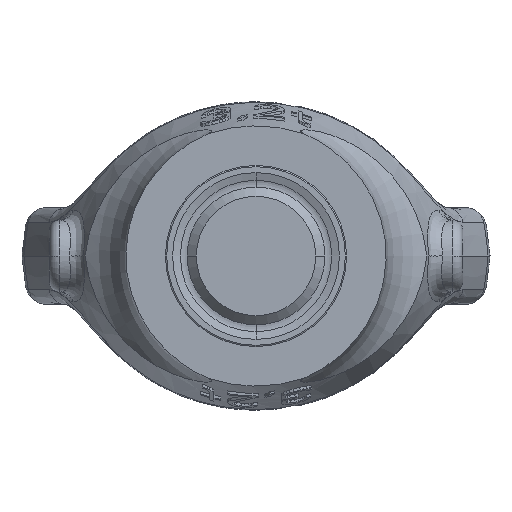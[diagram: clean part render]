
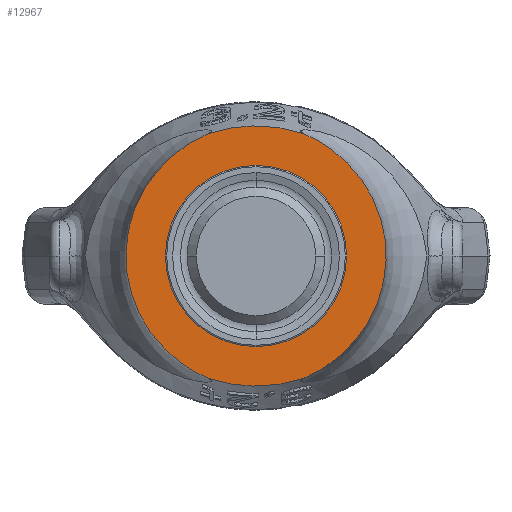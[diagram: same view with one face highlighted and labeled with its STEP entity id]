
A CAD part, front view. The second image highlights one B-rep face of the part: STEP entity #12967.
In plain terms, the highlighted planar face has unit normal (0, -1, 0).
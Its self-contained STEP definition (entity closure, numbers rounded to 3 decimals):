
#3343=CARTESIAN_POINT('',(9.174,0.,-24.039));
#3344=CARTESIAN_POINT('',(7.932,0.,-24.447));
#3345=CARTESIAN_POINT('',(4.918,0.,-25.215));
#3346=CARTESIAN_POINT('',(0.,0.,-25.664));
#3347=CARTESIAN_POINT('',(-4.918,0.,-25.215));
#3348=CARTESIAN_POINT('',(-7.932,0.,-24.447));
#3349=CARTESIAN_POINT('',(-9.174,0.,-24.039));
#3351=CARTESIAN_POINT('',(9.174,0.,24.039));
#3352=CARTESIAN_POINT('',(7.932,0.,24.447));
#3353=CARTESIAN_POINT('',(4.918,0.,25.215));
#3354=CARTESIAN_POINT('',(0.,0.,25.664));
#3355=CARTESIAN_POINT('',(-4.918,0.,25.215));
#3356=CARTESIAN_POINT('',(-7.932,0.,24.447));
#3357=CARTESIAN_POINT('',(-9.174,0.,24.039));
#3359=CARTESIAN_POINT('',(0.,0.,0.));
#3360=DIRECTION('',(0.,-1.,0.));
#3361=DIRECTION('',(1.,0.,0.));
#3362=AXIS2_PLACEMENT_3D('',#3359,#3360,#3361);
#3364=CARTESIAN_POINT('',(0.,0.,0.));
#3365=DIRECTION('',(0.,-1.,0.));
#3366=DIRECTION('',(-1.,0.,0.));
#3367=AXIS2_PLACEMENT_3D('',#3364,#3365,#3366);
#3369=CARTESIAN_POINT('',(9.174,0.,-24.039));
#3370=CARTESIAN_POINT('',(10.108,0.,-23.654));
#3371=CARTESIAN_POINT('',(11.913,0.,-22.789));
#3372=CARTESIAN_POINT('',(14.457,0.,-21.201));
#3373=CARTESIAN_POINT('',(16.792,0.,-19.351));
#3374=CARTESIAN_POINT('',(18.893,0.,-17.264));
#3375=CARTESIAN_POINT('',(20.737,0.,-14.968));
#3376=CARTESIAN_POINT('',(22.303,0.,-12.494));
#3377=CARTESIAN_POINT('',(23.575,0.,-9.872));
#3378=CARTESIAN_POINT('',(24.539,0.,-7.134));
#3379=CARTESIAN_POINT('',(25.188,0.,-4.314));
#3380=CARTESIAN_POINT('',(25.514,0.,-1.444));
#3381=CARTESIAN_POINT('',(25.514,0.,1.444));
#3382=CARTESIAN_POINT('',(25.188,0.,4.314));
#3383=CARTESIAN_POINT('',(24.539,0.,7.134));
#3384=CARTESIAN_POINT('',(23.575,0.,9.872));
#3385=CARTESIAN_POINT('',(22.303,0.,12.494));
#3386=CARTESIAN_POINT('',(20.737,0.,14.968));
#3387=CARTESIAN_POINT('',(18.893,0.,17.264));
#3388=CARTESIAN_POINT('',(16.792,0.,19.351));
#3389=CARTESIAN_POINT('',(14.457,0.,21.201));
#3390=CARTESIAN_POINT('',(11.913,0.,22.789));
#3391=CARTESIAN_POINT('',(10.108,0.,23.654));
#3392=CARTESIAN_POINT('',(9.174,0.,24.039));
#3394=CARTESIAN_POINT('',(-9.174,0.,24.039));
#3395=CARTESIAN_POINT('',(-10.108,0.,23.654));
#3396=CARTESIAN_POINT('',(-11.913,0.,22.789));
#3397=CARTESIAN_POINT('',(-14.457,0.,21.201));
#3398=CARTESIAN_POINT('',(-16.792,0.,19.351));
#3399=CARTESIAN_POINT('',(-18.893,0.,17.264));
#3400=CARTESIAN_POINT('',(-20.737,0.,14.968));
#3401=CARTESIAN_POINT('',(-22.303,0.,12.494));
#3402=CARTESIAN_POINT('',(-23.575,0.,9.872));
#3403=CARTESIAN_POINT('',(-24.539,0.,7.134));
#3404=CARTESIAN_POINT('',(-25.188,0.,4.314));
#3405=CARTESIAN_POINT('',(-25.514,0.,1.444));
#3406=CARTESIAN_POINT('',(-25.514,0.,-1.444));
#3407=CARTESIAN_POINT('',(-25.188,0.,-4.314));
#3408=CARTESIAN_POINT('',(-24.539,0.,-7.134));
#3409=CARTESIAN_POINT('',(-23.575,0.,-9.872));
#3410=CARTESIAN_POINT('',(-22.303,0.,-12.494));
#3411=CARTESIAN_POINT('',(-20.737,0.,-14.968));
#3412=CARTESIAN_POINT('',(-18.893,0.,-17.264));
#3413=CARTESIAN_POINT('',(-16.792,0.,-19.351));
#3414=CARTESIAN_POINT('',(-14.457,0.,-21.201));
#3415=CARTESIAN_POINT('',(-11.913,0.,-22.789));
#3416=CARTESIAN_POINT('',(-10.108,0.,-23.654));
#3417=CARTESIAN_POINT('',(-9.174,0.,-24.039));
#8029=CARTESIAN_POINT('',(17.75,0.,0.));
#8030=CARTESIAN_POINT('',(-17.75,0.,0.));
#8031=VERTEX_POINT('',#8029);
#8032=VERTEX_POINT('',#8030);
#8837=VERTEX_POINT('',#3351);
#8838=VERTEX_POINT('',#3357);
#8839=VERTEX_POINT('',#3343);
#8840=VERTEX_POINT('',#3349);
#12949=CARTESIAN_POINT('',(-27.735,0.,0.));
#12950=DIRECTION('',(0.,-1.,0.));
#12951=DIRECTION('',(1.,0.,0.));
#12952=AXIS2_PLACEMENT_3D('',#12949,#12950,#12951);
#12953=PLANE('',#12952);
#12955=ORIENTED_EDGE('',*,*,#12954,.F.);
#12956=ORIENTED_EDGE('',*,*,#9605,.T.);
#12958=ORIENTED_EDGE('',*,*,#12957,.F.);
#12959=ORIENTED_EDGE('',*,*,#10166,.F.);
#12960=EDGE_LOOP('',(#12955,#12956,#12958,#12959));
#12961=FACE_OUTER_BOUND('',#12960,.F.);
#12962=ORIENTED_EDGE('',*,*,#12939,.T.);
#12964=ORIENTED_EDGE('',*,*,#12963,.T.);
#12965=EDGE_LOOP('',(#12962,#12964));
#12966=FACE_BOUND('',#12965,.F.);
#12967=ADVANCED_FACE('',(#12961,#12966),#12953,.T.);
#3350=B_SPLINE_CURVE_WITH_KNOTS('',3,(#3343,#3344,#3345,#3346,#3347,#3348,
#3349),.UNSPECIFIED.,.F.,.F.,(4,1,1,1,4),(0.,0.211,0.5,
0.789,1.),.UNSPECIFIED.);
#3358=B_SPLINE_CURVE_WITH_KNOTS('',3,(#3351,#3352,#3353,#3354,#3355,#3356,
#3357),.UNSPECIFIED.,.F.,.F.,(4,1,1,1,4),(0.,0.211,0.5,
0.789,1.),.UNSPECIFIED.);
#3363=CIRCLE('',#3362,17.75);
#3368=CIRCLE('',#3367,17.75);
#3393=B_SPLINE_CURVE_WITH_KNOTS('',3,(#3369,#3370,#3371,#3372,#3373,#3374,#3375,
#3376,#3377,#3378,#3379,#3380,#3381,#3382,#3383,#3384,#3385,#3386,#3387,#3388,
#3389,#3390,#3391,#3392),.UNSPECIFIED.,.F.,.F.,(4,1,1,1,1,1,1,1,1,1,1,1,1,1,1,1,
1,1,1,1,1,4),(0.,0.048,0.095,0.143,
0.19,0.238,0.286,0.333,
0.381,0.429,0.476,0.524,
0.571,0.619,0.667,0.714,
0.762,0.81,0.857,0.905,
0.952,1.),.UNSPECIFIED.);
#3418=B_SPLINE_CURVE_WITH_KNOTS('',3,(#3394,#3395,#3396,#3397,#3398,#3399,#3400,
#3401,#3402,#3403,#3404,#3405,#3406,#3407,#3408,#3409,#3410,#3411,#3412,#3413,
#3414,#3415,#3416,#3417),.UNSPECIFIED.,.F.,.F.,(4,1,1,1,1,1,1,1,1,1,1,1,1,1,1,1,
1,1,1,1,1,4),(0.,0.048,0.095,0.143,
0.19,0.238,0.286,0.333,
0.381,0.429,0.476,0.524,
0.571,0.619,0.667,0.714,
0.762,0.81,0.857,0.905,
0.952,1.),.UNSPECIFIED.);
#9605=EDGE_CURVE('',#8839,#8840,#3350,.T.);
#10166=EDGE_CURVE('',#8837,#8838,#3358,.T.);
#12939=EDGE_CURVE('',#8031,#8032,#3363,.T.);
#12954=EDGE_CURVE('',#8839,#8837,#3393,.T.);
#12957=EDGE_CURVE('',#8838,#8840,#3418,.T.);
#12963=EDGE_CURVE('',#8032,#8031,#3368,.T.);
